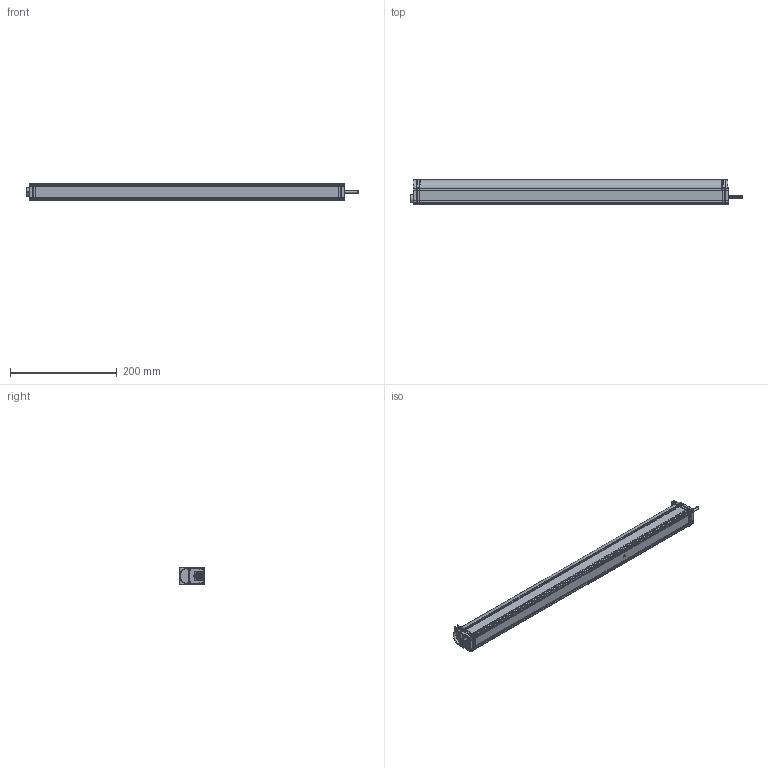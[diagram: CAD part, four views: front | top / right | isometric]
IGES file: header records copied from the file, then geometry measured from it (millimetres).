
Start section:  PTC IGES file: 221215.igs
Global section: file name: 221215.igs; native system: Creo Parametric by PTC Inc.; preprocessor: 2019292; author: PDMAdmin; organization: Unknown; date: 20210122.152148; units: millimetre
Bounding box: 622.25 x 47.84 x 33.28 mm (x, y, z)
Volume: 155502.6 mm3; surface area: 1194253.6 mm2
Topology: 21 solids, 21 shells, 3476 faces, 18080 edges, 22938 vertices
Faces by surface type: revolution 1892, bspline 1580, extrusion 4
